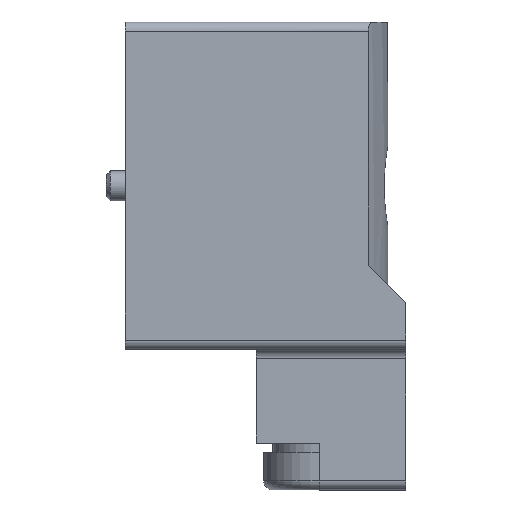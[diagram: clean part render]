
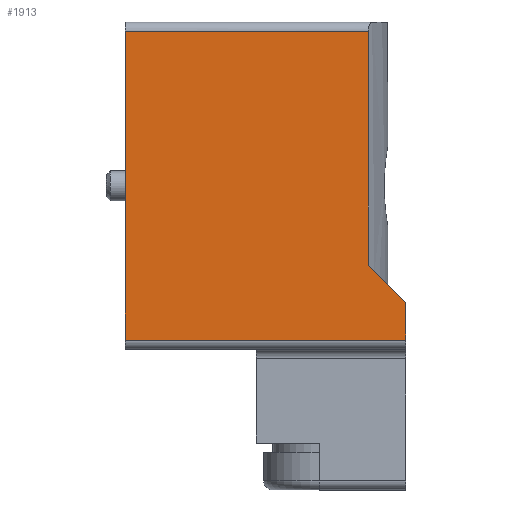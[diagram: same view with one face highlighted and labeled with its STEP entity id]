
A CAD part, top view. The second image highlights one B-rep face of the part: STEP entity #1913.
In plain terms, the highlighted planar face has unit normal (0, 0, 1).
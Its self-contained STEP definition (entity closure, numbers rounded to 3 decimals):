
#190=ORIENTED_EDGE('',*,*,#564,.T.);
#191=ORIENTED_EDGE('',*,*,#497,.T.);
#192=ORIENTED_EDGE('',*,*,#565,.F.);
#193=ORIENTED_EDGE('',*,*,#557,.T.);
#194=ORIENTED_EDGE('',*,*,#566,.T.);
#195=ORIENTED_EDGE('',*,*,#515,.T.);
#497=EDGE_CURVE('',#691,#692,#823,.T.);
#515=EDGE_CURVE('',#710,#709,#835,.T.);
#557=EDGE_CURVE('',#745,#744,#868,.T.);
#564=EDGE_CURVE('',#709,#691,#871,.T.);
#565=EDGE_CURVE('',#745,#692,#872,.T.);
#566=EDGE_CURVE('',#744,#710,#873,.T.);
#691=VERTEX_POINT('',#2512);
#692=VERTEX_POINT('',#2513);
#709=VERTEX_POINT('',#2551);
#710=VERTEX_POINT('',#2553);
#744=VERTEX_POINT('',#2648);
#745=VERTEX_POINT('',#2650);
#823=LINE('',#2511,#961);
#835=LINE('',#2552,#973);
#868=LINE('',#2649,#1006);
#871=LINE('',#2659,#1009);
#872=LINE('',#2660,#1010);
#873=LINE('',#2661,#1011);
#961=VECTOR('',#2123,1000.);
#973=VECTOR('',#2147,1000.);
#1006=VECTOR('',#2208,1000.);
#1009=VECTOR('',#2223,1000.);
#1010=VECTOR('',#2224,1000.);
#1011=VECTOR('',#2225,1000.);
#1108=EDGE_LOOP('',(#190,#191,#192,#193,#194,#195));
#1205=FACE_BOUND('',#1108,.T.);
#1293=PLANE('',#2015);
#1913=ADVANCED_FACE('',(#1205),#1293,.T.);
#2015=AXIS2_PLACEMENT_3D('',#2658,#2221,#2222);
#2123=DIRECTION('',(0.,-1.,0.));
#2147=DIRECTION('',(0.,1.,0.));
#2208=DIRECTION('',(0.,1.,0.));
#2221=DIRECTION('',(0.,0.,1.));
#2222=DIRECTION('',(1.,0.,0.));
#2223=DIRECTION('',(-1.,0.,0.));
#2224=DIRECTION('',(-1.,0.,0.));
#2225=DIRECTION('',(-0.707,0.707,0.));
#2511=CARTESIAN_POINT('',(0.,8.75,4.9));
#2512=CARTESIAN_POINT('',(0.,8.25,4.9));
#2513=CARTESIAN_POINT('',(0.,-8.25,4.9));
#2551=CARTESIAN_POINT('',(13.,8.25,4.9));
#2552=CARTESIAN_POINT('',(13.,-4.25,4.9));
#2553=CARTESIAN_POINT('',(13.,-4.25,4.9));
#2648=CARTESIAN_POINT('',(15.,-6.25,4.9));
#2649=CARTESIAN_POINT('',(15.,-16.25,4.9));
#2650=CARTESIAN_POINT('',(15.,-8.25,4.9));
#2658=CARTESIAN_POINT('',(0.,0.,4.9));
#2659=CARTESIAN_POINT('',(15.,8.25,4.9));
#2660=CARTESIAN_POINT('',(15.,-8.25,4.9));
#2661=CARTESIAN_POINT('',(15.,-6.25,4.9));
